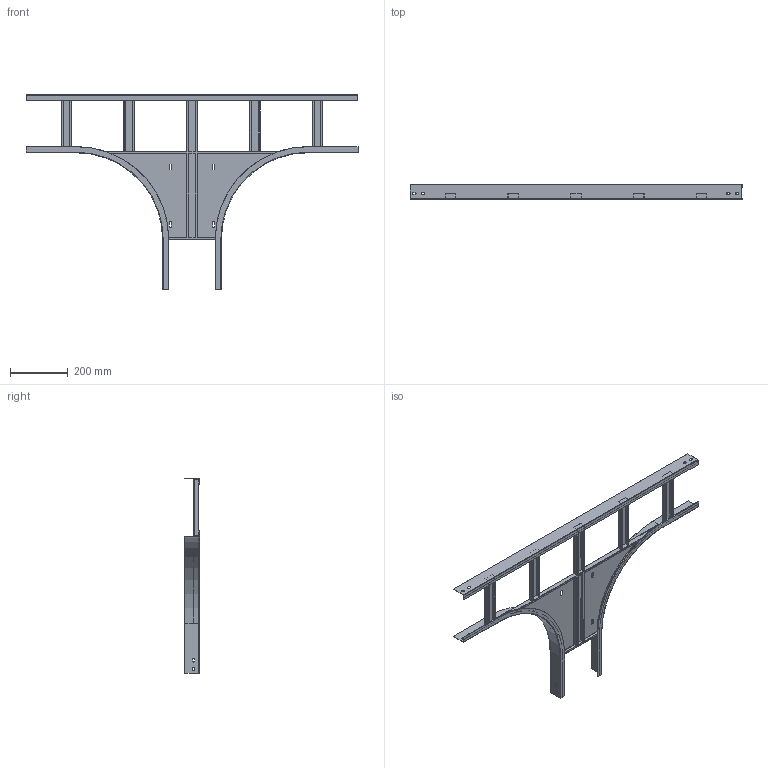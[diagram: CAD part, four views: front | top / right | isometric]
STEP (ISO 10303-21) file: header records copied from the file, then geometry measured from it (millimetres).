
FILE_DESCRIPTION (( 'STEP AP203' ), '1' );
FILE_NAME ('Ò-îòâåòâèòåëü R300_LT5302.step', '2012-12-19T08:52:41', ( 'Àñååâ' ), ( '' ), 'SwSTEP 2.0', 'SolidWorks 2012', '' );
FILE_SCHEMA (( 'CONFIG_CONTROL_DESIGN' ));
Length unit declared in the file: millimetre
Products named in the file (1): Ò-îòâåòâèòåëü R300_LT5302
Bounding box: 1146 x 50 x 672.6 mm (x, y, z)
Volume: 488190 mm3; surface area: 842980.1 mm2
Topology: 1 solids, 1 shells, 357 faces, 954 edges, 570 vertices
Faces by surface type: plane 263, cylinder 90, torus 4
Entity records: 11119 total; most frequent: CARTESIAN_POINT 1990, ORIENTED_EDGE 1908, DIRECTION 1860, EDGE_CURVE 954, VECTOR 740, LINE 740, VERTEX_POINT 570, AXIS2_PLACEMENT_3D 560
